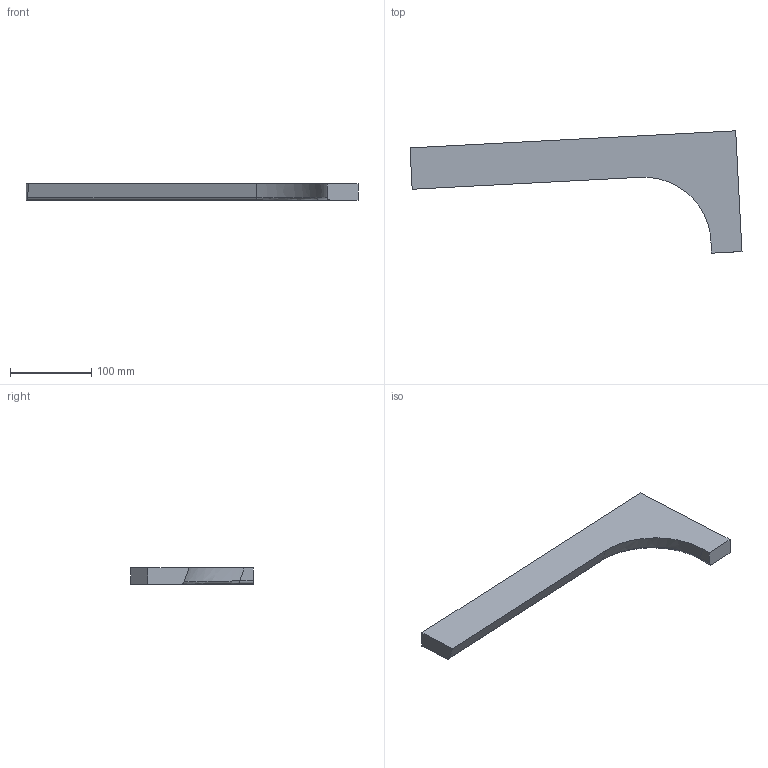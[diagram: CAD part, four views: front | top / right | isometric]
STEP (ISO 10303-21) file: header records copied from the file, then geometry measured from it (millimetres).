
FILE_DESCRIPTION( ( 'STEP AP203' ), '1' );
FILE_NAME( ' ', ' ', ( ' ' ), ( ' ' ), 'PSStep 10.1', ' ', ' ' );
FILE_SCHEMA( ( 'CONFIG_CONTROL_DESIGN' ) );
Length unit declared in the file: millimetre
Products named in the file (1): 1
Bounding box: 409.25 x 150.84 x 20 mm (x, y, z)
Volume: 485183.9 mm3; surface area: 70822.6 mm2
Topology: 1 solids, 1 shells, 18 faces, 43 edges, 27 vertices
Faces by surface type: plane 8, cylinder 5, cone 3, bspline 2
Full cylindrical faces by diameter (mm): 5 x3
Entity records: 872 total; most frequent: CARTESIAN_POINT 456, DIRECTION 70, ORIENTED_EDGE 68, EDGE_CURVE 34, VERTEX_POINT 27, AXIS2_PLACEMENT_3D 25, EDGE_LOOP 24, FACE_OUTER_BOUND 21
